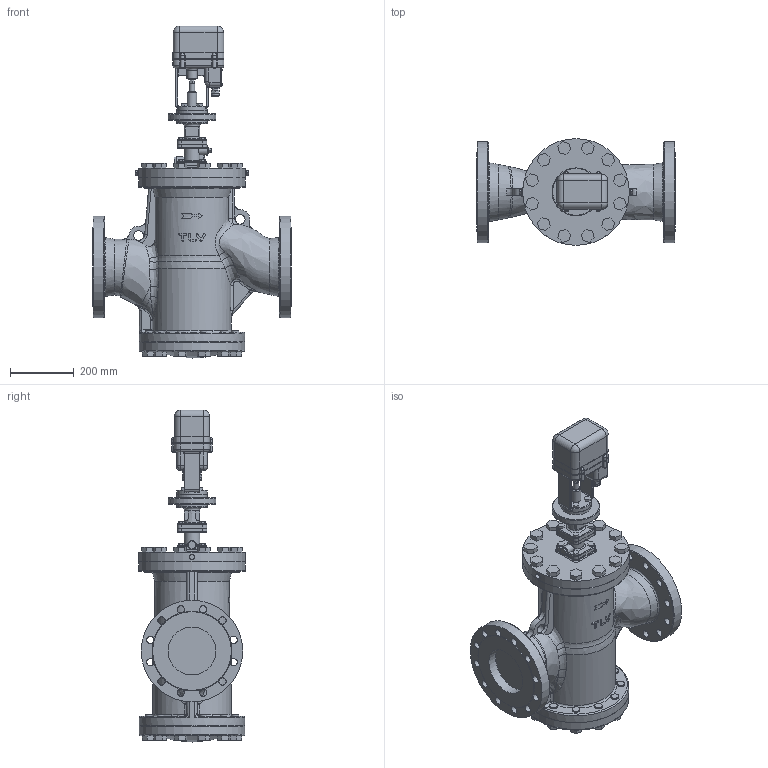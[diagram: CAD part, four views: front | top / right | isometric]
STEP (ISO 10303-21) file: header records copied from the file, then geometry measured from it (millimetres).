
FILE_DESCRIPTION(/* description */ (''),/* implementation_level */ '2;1');
FILE_NAME(/* name */ 'ccr16-150-a0250-00.stp',/* time_stamp */ '2018-01-23T11:36:48+09:00',/* author */ ('nakaot'),/* organization */ (''),/* preprocessor_version */ 'ST-DEVELOPER v15.6',/* originating_system */ 'Autodesk Inventor 2015',/* authorisation */ '');
FILE_SCHEMA (('CONFIG_CONTROL_DESIGN'));
Length unit declared in the file: millimetre
Products named in the file (1): ccr16-150-a0250-00
Bounding box: 622 x 334 x 1040 mm (x, y, z)
Volume: 48260001.2 mm3; surface area: 1859118.5 mm2
Topology: 1 solids, 1 shells, 1212 faces, 3111 edges, 1970 vertices
Faces by surface type: plane 654, cylinder 329, bspline 124, torus 85, sphere 11, cone 9
Full cylindrical faces by diameter (mm): 5.5 x4, 5.9 x4, 6 x4, 10 x16, 17 x3, 18 x1, 20 x2, 21 x1, 23 x25, 24 x50, 27 x1, 27.874 x1, 30 x4, 32 x1, 41.594 x1, 48.538 x1, 56.542 x1, 61.705 x1, 63.837 x1, 95 x3, 150 x3, 184.144 x1, 255.783 x1, 318 x2, 330 x2, 334 x2
Entity records: 44348 total; most frequent: CARTESIAN_POINT 16284, ORIENTED_EDGE 5750, DIRECTION 5529, EDGE_CURVE 2875, AXIS2_PLACEMENT_3D 2001, VERTEX_POINT 1913, EDGE_LOOP 1580, LINE 1527
